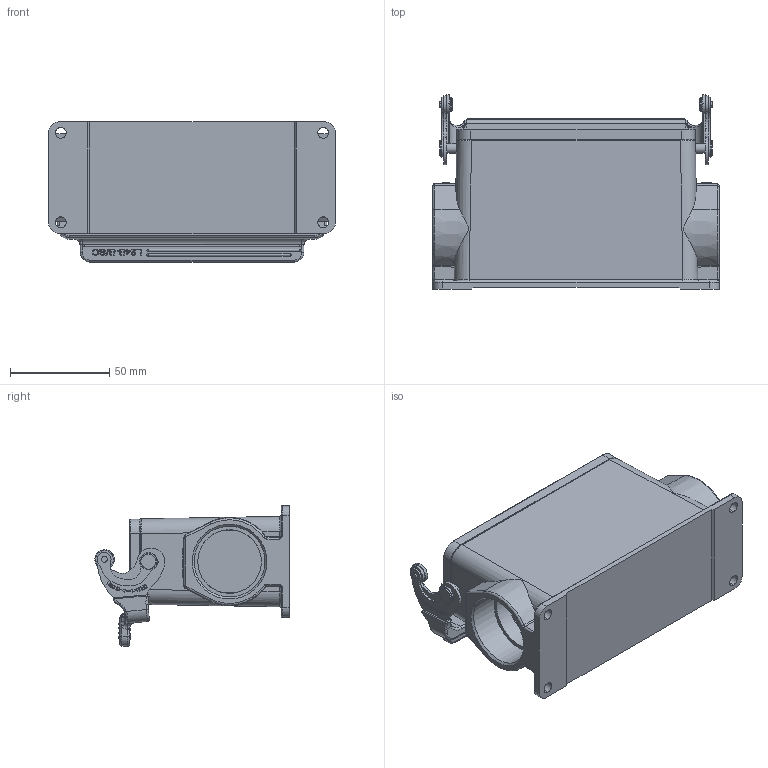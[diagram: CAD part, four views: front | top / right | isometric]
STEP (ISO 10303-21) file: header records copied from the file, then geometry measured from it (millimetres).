
FILE_DESCRIPTION(/* description */ (''),/* implementation_level */ '2;1');
FILE_NAME(/* name */ '3D_1240242215012_HV24B-SFH-1L_SC-PG29_V1.1.stp',/* time_stamp */ '2024-01-11T09:32:51+08:00',/* author */ (''),/* organization */ (''),/* preprocessor_version */ 'ST-DEVELOPER v18.1',/* originating_system */ 'SIEMENS PLM Software NX 1980',/* authorisation */ '');
FILE_SCHEMA (('AUTOMOTIVE_DESIGN { 1 0 10303 214 3 1 1 1 }'));
Length unit declared in the file: millimetre
Products named in the file (1): 145933408BBA2o0x
Bounding box: 144 x 97.77 x 70.48 mm (x, y, z)
Volume: 193256.5 mm3; surface area: 82167.1 mm2
Topology: 1 solids, 17 shells, 1229 faces, 3306 edges, 2177 vertices
Faces by surface type: plane 542, cylinder 504, torus 64, cone 39, extrusion 35, bspline 31, sphere 14
Full cylindrical faces by diameter (mm): 30.5 x1, 32 x1, 35.6 x1
Entity records: 42564 total; most frequent: CARTESIAN_POINT 13734, ORIENTED_EDGE 6566, DIRECTION 5087, EDGE_CURVE 3283, VERTEX_POINT 2176, AXIS2_PLACEMENT_3D 1869, VECTOR 1349, EDGE_LOOP 1347
